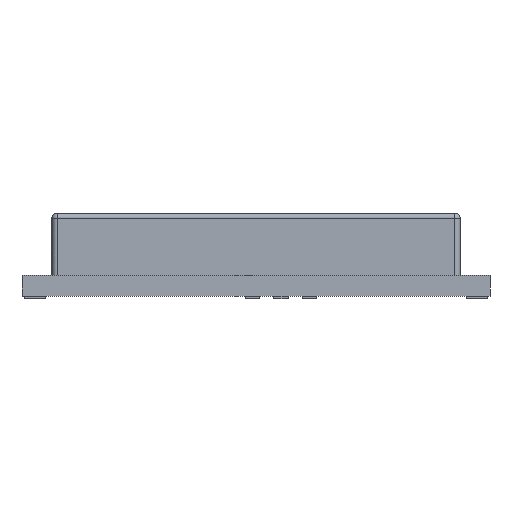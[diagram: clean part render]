
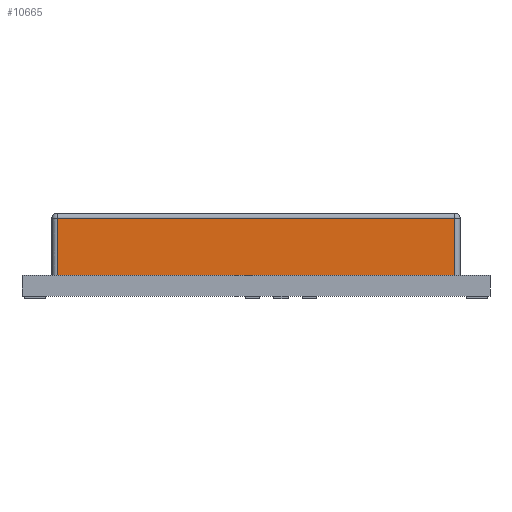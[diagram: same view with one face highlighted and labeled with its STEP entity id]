
A CAD part, front view. The second image highlights one B-rep face of the part: STEP entity #10665.
In plain terms, the highlighted planar face has unit normal (0, -1, 0).
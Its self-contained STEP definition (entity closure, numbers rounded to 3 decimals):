
#960=PLANE('',#11138);
#1640=FACE_OUTER_BOUND('',#2271,.T.);
#2271=EDGE_LOOP('',(#9470,#9471,#9472,#9473));
#3118=LINE('',#19658,#4136);
#3120=LINE('',#19664,#4138);
#3123=LINE('',#19673,#4141);
#3130=LINE('',#19690,#4148);
#4136=VECTOR('',#12465,10.);
#4138=VECTOR('',#12471,10.);
#4141=VECTOR('',#12482,10.);
#4148=VECTOR('',#12501,10.);
#5334=VERTEX_POINT('',#19646);
#5337=VERTEX_POINT('',#19654);
#5338=VERTEX_POINT('',#19660);
#5341=VERTEX_POINT('',#19671);
#6762=EDGE_CURVE('',#5334,#5337,#3118,.T.);
#6765=EDGE_CURVE('',#5337,#5338,#3120,.T.);
#6769=EDGE_CURVE('',#5341,#5334,#3123,.T.);
#6778=EDGE_CURVE('',#5338,#5341,#3130,.T.);
#9470=ORIENTED_EDGE('',*,*,#6765,.F.);
#9471=ORIENTED_EDGE('',*,*,#6762,.F.);
#9472=ORIENTED_EDGE('',*,*,#6769,.F.);
#9473=ORIENTED_EDGE('',*,*,#6778,.F.);
#10665=ADVANCED_FACE('',(#1640),#960,.T.);
#11138=AXIS2_PLACEMENT_3D('',#19689,#12499,#12500);
#12465=DIRECTION('',(1.,0.,0.));
#12471=DIRECTION('',(0.,0.,-1.));
#12482=DIRECTION('',(0.,0.,1.));
#12499=DIRECTION('center_axis',(0.,-1.,0.));
#12500=DIRECTION('ref_axis',(1.,0.,0.));
#12501=DIRECTION('',(-1.,0.,0.));
#19646=CARTESIAN_POINT('',(1.85,0.71,3.));
#19654=CARTESIAN_POINT('',(17.15,0.71,3.));
#19658=CARTESIAN_POINT('',(5.575,0.71,3.));
#19660=CARTESIAN_POINT('',(17.15,0.71,0.8));
#19664=CARTESIAN_POINT('',(17.15,0.71,0.8));
#19671=CARTESIAN_POINT('',(1.85,0.71,0.8));
#19673=CARTESIAN_POINT('',(1.85,0.71,0.8));
#19689=CARTESIAN_POINT('Origin',(1.65,0.71,0.8));
#19690=CARTESIAN_POINT('',(5.575,0.71,0.8));
